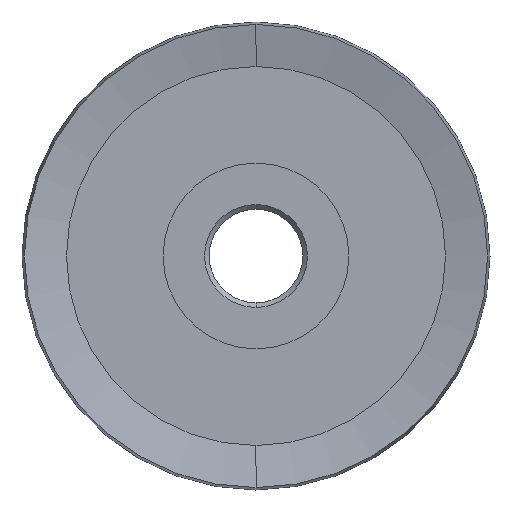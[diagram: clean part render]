
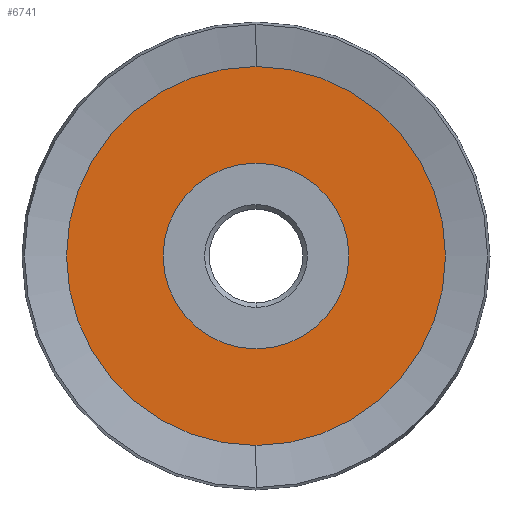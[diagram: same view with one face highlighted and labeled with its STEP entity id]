
A CAD part, left-side view. The second image highlights one B-rep face of the part: STEP entity #6741.
In plain terms, the highlighted planar face has unit normal (-1, 0, 0).
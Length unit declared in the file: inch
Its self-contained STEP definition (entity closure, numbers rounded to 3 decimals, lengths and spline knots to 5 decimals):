
#45 = DIRECTION ( 'NONE',  ( -1., 0., 0. ) ) ;
#133 = FACE_BOUND ( 'NONE', #4537, .T. ) ;
#649 = DIRECTION ( 'NONE',  ( -1., 0., 0. ) ) ;
#802 = ORIENTED_EDGE ( 'NONE', *, *, #6857, .F. ) ;
#1035 = EDGE_CURVE ( 'NONE', #1261, #2601, #4725, .T. ) ;
#1143 = VERTEX_POINT ( 'NONE', #6845 ) ;
#1178 = CARTESIAN_POINT ( 'NONE',  ( 0.0315, 0., 0. ) ) ;
#1261 = VERTEX_POINT ( 'NONE', #4666 ) ;
#1302 = EDGE_CURVE ( 'NONE', #1143, #4489, #3634, .T. ) ;
#1371 = DIRECTION ( 'NONE',  ( -1., 0., 0. ) ) ;
#1498 = EDGE_LOOP ( 'NONE', ( #4487, #3977 ) ) ;
#1911 = AXIS2_PLACEMENT_3D ( 'NONE', #4600, #1371, #5141 ) ;
#1996 = CARTESIAN_POINT ( 'NONE',  ( 0.0315, 0., 0.248 ) ) ;
#2073 = CARTESIAN_POINT ( 'NONE',  ( 0.0315, 0., 0. ) ) ;
#2316 = AXIS2_PLACEMENT_3D ( 'NONE', #3907, #649, #4443 ) ;
#2601 = VERTEX_POINT ( 'NONE', #1996 ) ;
#2617 = DIRECTION ( 'NONE',  ( 0., 0., 1. ) ) ;
#3030 = FACE_OUTER_BOUND ( 'NONE', #1498, .T. ) ;
#3230 = DIRECTION ( 'NONE',  ( 0., 0., 1. ) ) ;
#3300 = CIRCLE ( 'NONE', #2316, 0.50619 ) ;
#3634 = CIRCLE ( 'NONE', #1911, 0.50619 ) ;
#3736 = AXIS2_PLACEMENT_3D ( 'NONE', #5419, #45, #3849 ) ;
#3849 = DIRECTION ( 'NONE',  ( 0., 0., 1. ) ) ;
#3875 = CARTESIAN_POINT ( 'NONE',  ( 0.0315, 0., -0.50619 ) ) ;
#3907 = CARTESIAN_POINT ( 'NONE',  ( 0.0315, 0., 0. ) ) ;
#3977 = ORIENTED_EDGE ( 'NONE', *, *, #5971, .T. ) ;
#4344 = AXIS2_PLACEMENT_3D ( 'NONE', #1178, #6475, #3230 ) ;
#4443 = DIRECTION ( 'NONE',  ( 0., 0., 1. ) ) ;
#4487 = ORIENTED_EDGE ( 'NONE', *, *, #1302, .T. ) ;
#4489 = VERTEX_POINT ( 'NONE', #3875 ) ;
#4537 = EDGE_LOOP ( 'NONE', ( #802, #6853 ) ) ;
#4600 = CARTESIAN_POINT ( 'NONE',  ( 0.0315, 0., 0. ) ) ;
#4666 = CARTESIAN_POINT ( 'NONE',  ( 0.0315, 0., -0.248 ) ) ;
#4725 = CIRCLE ( 'NONE', #4344, 0.248 ) ;
#5141 = DIRECTION ( 'NONE',  ( 0., 0., 1. ) ) ;
#5419 = CARTESIAN_POINT ( 'NONE',  ( 0.0315, 0., 0. ) ) ;
#5854 = DIRECTION ( 'NONE',  ( -1., 0., 0. ) ) ;
#5971 = EDGE_CURVE ( 'NONE', #4489, #1143, #3300, .T. ) ;
#6004 = PLANE ( 'NONE',  #3736 ) ;
#6475 = DIRECTION ( 'NONE',  ( -1., 0., 0. ) ) ;
#6741 = ADVANCED_FACE ( 'NONE', ( #133, #3030 ), #6004, .T. ) ;
#6845 = CARTESIAN_POINT ( 'NONE',  ( 0.0315, 0., 0.50619 ) ) ;
#6849 = CIRCLE ( 'NONE', #6983, 0.248 ) ;
#6853 = ORIENTED_EDGE ( 'NONE', *, *, #1035, .F. ) ;
#6857 = EDGE_CURVE ( 'NONE', #2601, #1261, #6849, .T. ) ;
#6983 = AXIS2_PLACEMENT_3D ( 'NONE', #2073, #5854, #2617 ) ;
